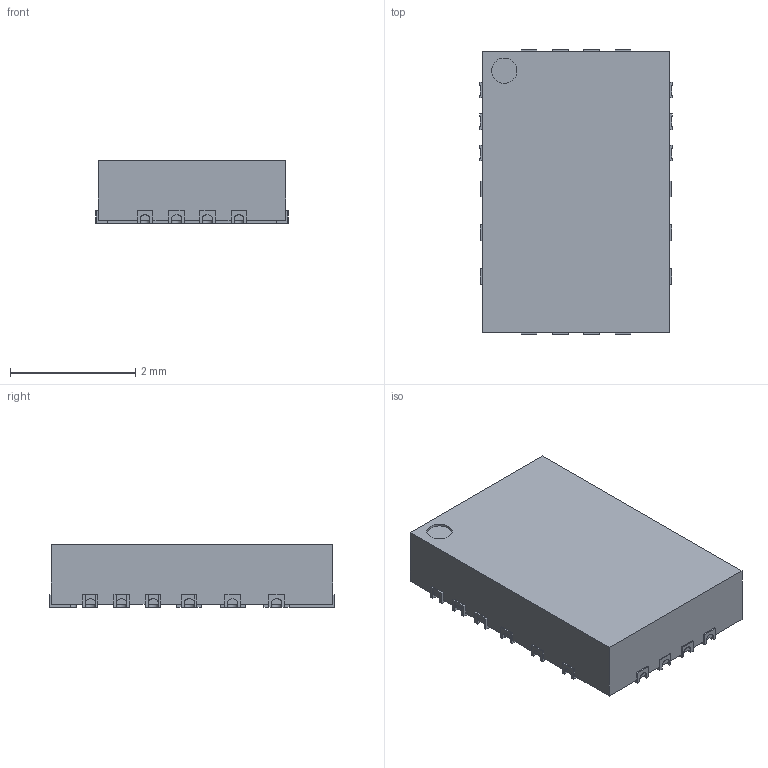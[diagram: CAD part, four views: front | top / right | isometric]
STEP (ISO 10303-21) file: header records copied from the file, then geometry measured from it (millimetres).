
FILE_DESCRIPTION(/* description */ ('Unknown'),/* implementation_level */ '2;1');
FILE_NAME(/* name */ 'DRV8243HQRXYRQ1',/* time_stamp */ '2024-04-05T10:07:57+02:00',/* author */ ('Unknown'),/* organization */ ('Unknown'),/* preprocessor_version */ 'ST-DEVELOPER v18.102',/* originating_system */ 'Solid Edge',/* authorisation */ 'Unknown');
FILE_SCHEMA (('AUTOMOTIVE_DESIGN {1 0 10303 214 3 1 1}'));
Length unit declared in the file: millimetre
Products named in the file (1): DRV8243HQRXYRQ1
Bounding box: 3.07 x 4.54 x 1 mm (x, y, z)
Volume: 13.1 mm3; surface area: 44 mm2
Topology: 1 solids, 1 shells, 343 faces, 1016 edges, 676 vertices
Faces by surface type: plane 260, cylinder 83
Full cylindrical faces by diameter (mm): 0.403 x1
Entity records: 13806 total; most frequent: CARTESIAN_POINT 2041, ORIENTED_EDGE 2030, DIRECTION 1867, EDGE_CURVE 1015, LINE 847, VECTOR 847, VERTEX_POINT 676, AXIS2_PLACEMENT_3D 510
